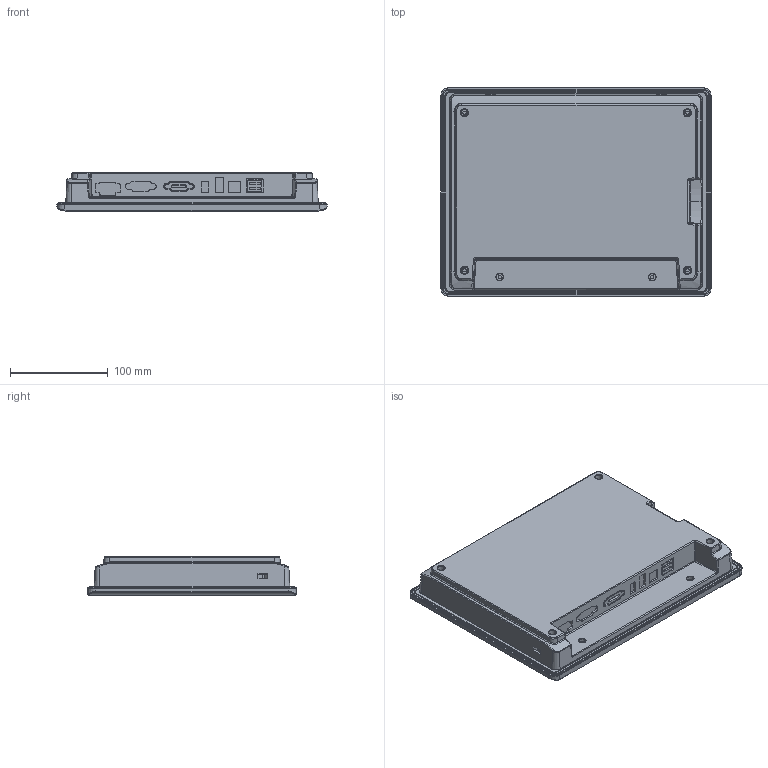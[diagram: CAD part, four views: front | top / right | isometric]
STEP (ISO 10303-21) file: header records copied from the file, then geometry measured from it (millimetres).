
FILE_DESCRIPTION (( 'STEP AP214' ), '1' );
FILE_NAME ('ETG-CP-097_Ïàíåëü îïåðàòîðà ETG 9,7'''' ñåðèè ONI.STEP', '2018-09-26T09:36:22', ( '' ), ( '' ), 'SwSTEP 2.0', 'SolidWorks 2014', '' );
FILE_SCHEMA (( 'AUTOMOTIVE_DESIGN' ));
Length unit declared in the file: millimetre
Products named in the file (1): ETG-CP-097_Ïàíåëü îïåðàòîðà ETG 9,7'''' ñåðèè ONI
Bounding box: 276.26 x 213.26 x 39 mm (x, y, z)
Volume: 1620628 mm3; surface area: 419131.8 mm2
Topology: 4 solids, 4 shells, 1672 faces, 4594 edges, 2972 vertices
Faces by surface type: plane 976, cylinder 377, cone 149, bspline 103, torus 48, sphere 19
Entity records: 92486 total; most frequent: CARTESIAN_POINT 35816, ORIENTED_EDGE 9186, DIRECTION 5991, EDGE_CURVE 4593, VERTEX_POINT 2972, VECTOR 2177, LINE 2177, B_SPLINE_CURVE_WITH_KNOTS 2037
